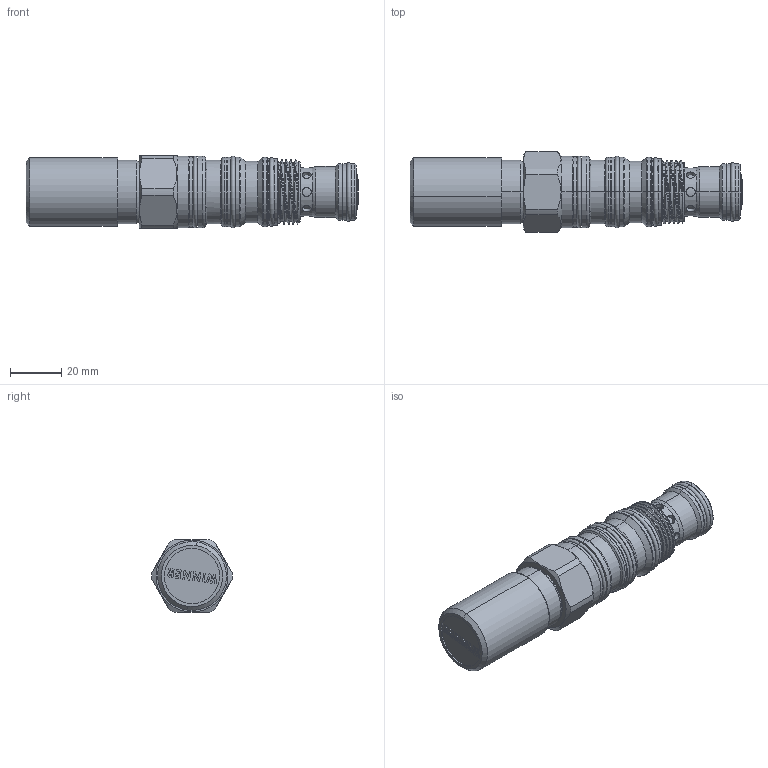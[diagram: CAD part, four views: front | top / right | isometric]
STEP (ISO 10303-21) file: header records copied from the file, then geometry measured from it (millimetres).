
FILE_DESCRIPTION (( 'STEP AP203' ), '1' );
FILE_NAME ('CWA22A4D-CB.STEP', '2024-05-22T01:38:42', ( '' ), ( '' ), 'SwSTEP 2.0', 'SolidWorks 2018', '' );
FILE_SCHEMA (( 'CONFIG_CONTROL_DESIGN' ));
Length unit declared in the file: millimetre
Products named in the file (1): CWA22A4D-CB
Bounding box: 130.2 x 31.59 x 28.57 mm (x, y, z)
Volume: 67428.7 mm3; surface area: 15020.1 mm2
Topology: 1 solids, 1 shells, 323 faces, 747 edges, 470 vertices
Faces by surface type: cylinder 142, plane 107, cone 44, torus 24, bspline 6
Entity records: 11565 total; most frequent: CARTESIAN_POINT 4250, DIRECTION 1503, ORIENTED_EDGE 1494, EDGE_CURVE 747, AXIS2_PLACEMENT_3D 570, VERTEX_POINT 470, EDGE_LOOP 367, LINE 363
